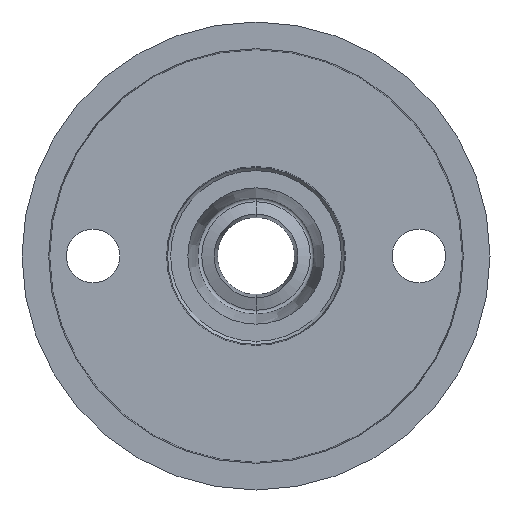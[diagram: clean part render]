
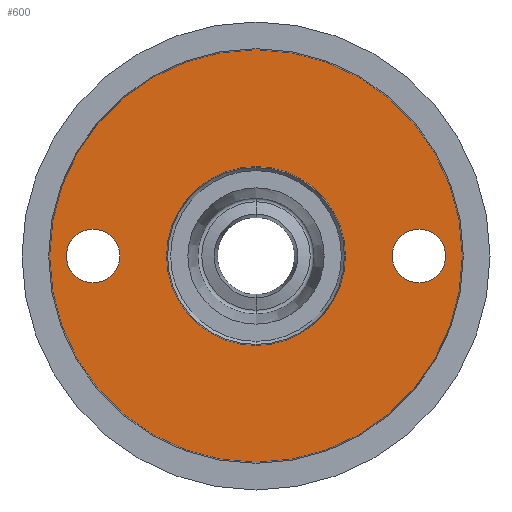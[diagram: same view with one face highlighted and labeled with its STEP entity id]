
A CAD part, front view. The second image highlights one B-rep face of the part: STEP entity #600.
In plain terms, the highlighted planar face has unit normal (0, -1, 0).
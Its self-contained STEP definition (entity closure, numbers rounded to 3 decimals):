
#600 = ADVANCED_FACE ( 'NONE', ( #6295, #6284, #6293, #6289 ), #9819, .T. ) ;
#795 = EDGE_CURVE ( 'NONE', #1591, #1590, #6324, .T. ) ;
#812 = EDGE_CURVE ( 'NONE', #8270, #8269, #6347, .T. ) ;
#859 = EDGE_CURVE ( 'NONE', #1589, #16298, #6400, .T. ) ;
#1419 = EDGE_CURVE ( 'NONE', #8327, #16292, #10737, .T. ) ;
#1427 = EDGE_CURVE ( 'NONE', #16292, #8327, #10742, .T. ) ;
#1448 = EDGE_CURVE ( 'NONE', #8269, #8270, #10758, .T. ) ;
#1459 = EDGE_CURVE ( 'NONE', #16298, #1589, #10770, .T. ) ;
#1475 = EDGE_CURVE ( 'NONE', #1590, #1591, #10783, .T. ) ;
#1589 = VERTEX_POINT ( 'NONE', #12013 ) ;
#1590 = VERTEX_POINT ( 'NONE', #12027 ) ;
#1591 = VERTEX_POINT ( 'NONE', #12007 ) ;
#6284 = FACE_BOUND ( 'NONE', #8598, .T. ) ;
#6289 = FACE_OUTER_BOUND ( 'NONE', #8545, .T. ) ;
#6293 = FACE_BOUND ( 'NONE', #8565, .T. ) ;
#6295 = FACE_BOUND ( 'NONE', #8520, .T. ) ;
#6324 = CIRCLE ( 'NONE', #9556, 4.509 ) ;
#6347 = CIRCLE ( 'NONE', #9565, 34.825 ) ;
#6400 = CIRCLE ( 'NONE', #9591, 4.509 ) ;
#6462 = ORIENTED_EDGE ( 'NONE', *, *, #1419, .F. ) ;
#6464 = ORIENTED_EDGE ( 'NONE', *, *, #1459, .F. ) ;
#6481 = ORIENTED_EDGE ( 'NONE', *, *, #1448, .T. ) ;
#8269 = VERTEX_POINT ( 'NONE', #15114 ) ;
#8270 = VERTEX_POINT ( 'NONE', #15029 ) ;
#8327 = VERTEX_POINT ( 'NONE', #15169 ) ;
#8520 = EDGE_LOOP ( 'NONE', ( #16347, #16385 ) ) ;
#8545 = EDGE_LOOP ( 'NONE', ( #16408, #6481 ) ) ;
#8565 = EDGE_LOOP ( 'NONE', ( #16378, #6462 ) ) ;
#8598 = EDGE_LOOP ( 'NONE', ( #16399, #6464 ) ) ;
#9535 = AXIS2_PLACEMENT_3D ( 'NONE', #9806, #9805, #9820 ) ;
#9556 = AXIS2_PLACEMENT_3D ( 'NONE', #10047, #10048, #10049 ) ;
#9565 = AXIS2_PLACEMENT_3D ( 'NONE', #10094, #10095, #10096 ) ;
#9591 = AXIS2_PLACEMENT_3D ( 'NONE', #10264, #10265, #10266 ) ;
#9662 = AXIS2_PLACEMENT_3D ( 'NONE', #11570, #11571, #11572 ) ;
#9666 = AXIS2_PLACEMENT_3D ( 'NONE', #11592, #11593, #11594 ) ;
#9805 = DIRECTION ( 'NONE',  ( 0., -1., 0. ) ) ;
#9806 = CARTESIAN_POINT ( 'NONE',  ( 0., 4.517, 0. ) ) ;
#9819 = PLANE ( 'NONE',  #9535 ) ;
#9820 = DIRECTION ( 'NONE',  ( 0., 0., -1. ) ) ;
#10047 = CARTESIAN_POINT ( 'NONE',  ( -27.5, 4.517, 0. ) ) ;
#10048 = DIRECTION ( 'NONE',  ( 0., -1., 0. ) ) ;
#10049 = DIRECTION ( 'NONE',  ( 0., 0., -1. ) ) ;
#10094 = CARTESIAN_POINT ( 'NONE',  ( 0., 4.517, 0. ) ) ;
#10095 = DIRECTION ( 'NONE',  ( 0., -1., 0. ) ) ;
#10096 = DIRECTION ( 'NONE',  ( 0., 0., -1. ) ) ;
#10264 = CARTESIAN_POINT ( 'NONE',  ( 27.5, 4.517, 0. ) ) ;
#10265 = DIRECTION ( 'NONE',  ( 0., -1., 0. ) ) ;
#10266 = DIRECTION ( 'NONE',  ( 0., 0., -1. ) ) ;
#10737 = CIRCLE ( 'NONE', #9662, 15.09 ) ;
#10742 = CIRCLE ( 'NONE', #9666, 15.09 ) ;
#10758 = CIRCLE ( 'NONE', #12345, 34.825 ) ;
#10770 = CIRCLE ( 'NONE', #12350, 4.509 ) ;
#10783 = CIRCLE ( 'NONE', #12359, 4.509 ) ;
#11570 = CARTESIAN_POINT ( 'NONE',  ( 0., 4.517, 0. ) ) ;
#11571 = DIRECTION ( 'NONE',  ( 0., -1., 0. ) ) ;
#11572 = DIRECTION ( 'NONE',  ( 0., 0., 1. ) ) ;
#11592 = CARTESIAN_POINT ( 'NONE',  ( 0., 4.517, 0. ) ) ;
#11593 = DIRECTION ( 'NONE',  ( 0., -1., 0. ) ) ;
#11594 = DIRECTION ( 'NONE',  ( 0., 0., 1. ) ) ;
#11677 = CARTESIAN_POINT ( 'NONE',  ( 0., 4.517, 0. ) ) ;
#11678 = DIRECTION ( 'NONE',  ( 0., -1., 0. ) ) ;
#11679 = DIRECTION ( 'NONE',  ( 0., 0., -1. ) ) ;
#11722 = CARTESIAN_POINT ( 'NONE',  ( 27.5, 4.517, 0. ) ) ;
#11723 = DIRECTION ( 'NONE',  ( 0., -1., 0. ) ) ;
#11724 = DIRECTION ( 'NONE',  ( 0., 0., -1. ) ) ;
#11786 = CARTESIAN_POINT ( 'NONE',  ( -27.5, 4.517, 0. ) ) ;
#11787 = DIRECTION ( 'NONE',  ( 0., -1., 0. ) ) ;
#11788 = DIRECTION ( 'NONE',  ( 0., 0., -1. ) ) ;
#12007 = CARTESIAN_POINT ( 'NONE',  ( -27.5, 4.517, 4.509 ) ) ;
#12013 = CARTESIAN_POINT ( 'NONE',  ( 27.5, 4.517, 4.509 ) ) ;
#12027 = CARTESIAN_POINT ( 'NONE',  ( -27.5, 4.517, -4.509 ) ) ;
#12345 = AXIS2_PLACEMENT_3D ( 'NONE', #11677, #11678, #11679 ) ;
#12350 = AXIS2_PLACEMENT_3D ( 'NONE', #11722, #11723, #11724 ) ;
#12359 = AXIS2_PLACEMENT_3D ( 'NONE', #11786, #11787, #11788 ) ;
#15029 = CARTESIAN_POINT ( 'NONE',  ( 0., 4.517, -34.825 ) ) ;
#15114 = CARTESIAN_POINT ( 'NONE',  ( 0., 4.517, 34.825 ) ) ;
#15169 = CARTESIAN_POINT ( 'NONE',  ( 0., 4.517, -15.09 ) ) ;
#15631 = CARTESIAN_POINT ( 'NONE',  ( 27.5, 4.517, -4.509 ) ) ;
#15656 = CARTESIAN_POINT ( 'NONE',  ( 0., 4.517, 15.09 ) ) ;
#16292 = VERTEX_POINT ( 'NONE', #15656 ) ;
#16298 = VERTEX_POINT ( 'NONE', #15631 ) ;
#16347 = ORIENTED_EDGE ( 'NONE', *, *, #795, .F. ) ;
#16378 = ORIENTED_EDGE ( 'NONE', *, *, #1427, .F. ) ;
#16385 = ORIENTED_EDGE ( 'NONE', *, *, #1475, .F. ) ;
#16399 = ORIENTED_EDGE ( 'NONE', *, *, #859, .F. ) ;
#16408 = ORIENTED_EDGE ( 'NONE', *, *, #812, .T. ) ;
